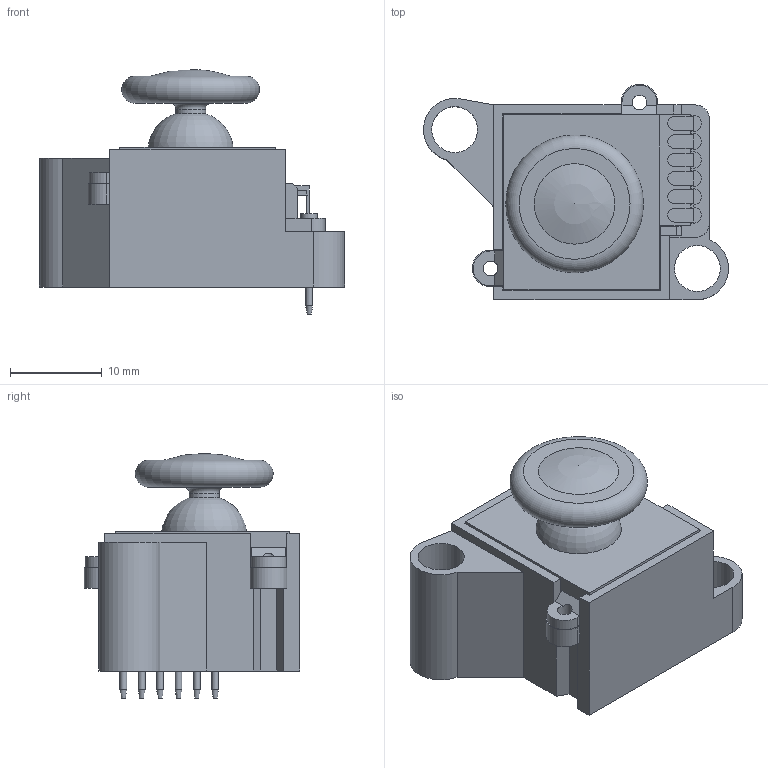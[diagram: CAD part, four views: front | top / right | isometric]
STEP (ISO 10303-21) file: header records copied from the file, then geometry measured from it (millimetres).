
FILE_DESCRIPTION(/* description */ ('STEP AP242','CAx-IF Rec.Pracs.---Representation and Presentation of Product Manufacturing Information (PMI)---4.0---2014-10-13','CAx-IF Rec.Pracs.---3D Tessellated Geometry---0.4---2014-09-14','2;1','CAx-IF Rec.Pracs.---User Defined Attributes---1.5---2016-08-15'),/* implementation_level */ '2;1');
FILE_NAME(/* name */ '69092e56178b78e4945739bd',/* time_stamp */ '2025-11-03T22:36:06Z',/* author */ (''),/* organization */ (''),/* preprocessor_version */ 'ST-DEVELOPER v20',/* originating_system */ 'ONSHAPE BY PTC INC, 1.206',/* authorisation */ ' ');
FILE_SCHEMA (('AP242_MANAGED_MODEL_BASED_3D_ENGINEERING_MIM_LF { 1 0 10303 442 1 1 4 }'));
Length unit declared in the file: metre
Products named in the file (14): Part 10; Part 3; Part 2; Part 11; Part 4; JP19 v5; Part 12; Part 5; Part 13; Part 6; Part 14; Part 7; Part 8; Part 9
Bounding box: 33.2 x 23.45 x 26.68 mm (x, y, z)
Volume: 7895.2 mm3; surface area: 5341.2 mm2
Topology: 14 solids, 14 shells, 205 faces, 514 edges, 339 vertices
Faces by surface type: plane 156, cylinder 39, cone 6, torus 3, sphere 1
Full cylindrical faces by diameter (mm): 0.75 x6, 1.6 x2, 1.8 x14, 3.277 x1, 5 x2
Entity records: 6738 total; most frequent: CARTESIAN_POINT 1027, DIRECTION 1003, ORIENTED_EDGE 948, EDGE_CURVE 474, LINE 383, VECTOR 383, VERTEX_POINT 334, AXIS2_PLACEMENT_3D 310
